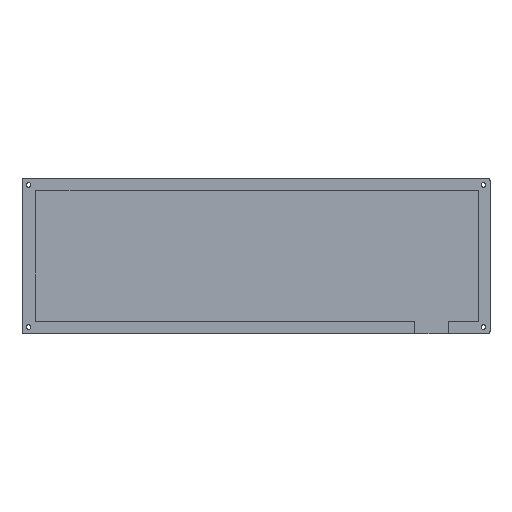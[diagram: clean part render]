
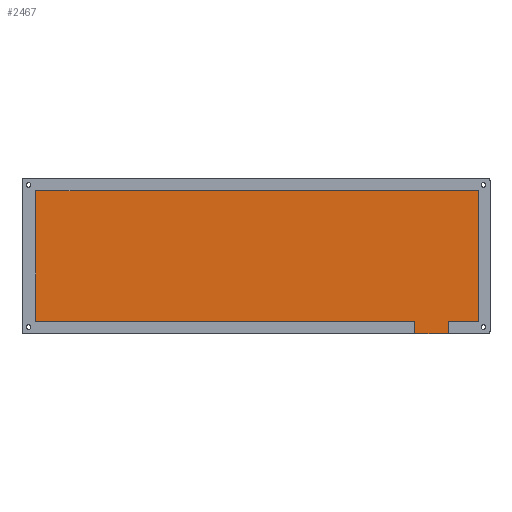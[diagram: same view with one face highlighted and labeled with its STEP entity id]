
A CAD part, top view. The second image highlights one B-rep face of the part: STEP entity #2467.
In plain terms, the highlighted planar face has unit normal (0, 0, 1).
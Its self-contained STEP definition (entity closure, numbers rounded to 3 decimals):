
#370=FACE_OUTER_BOUND('',#520,.T.);
#520=EDGE_LOOP('',(#2222,#2223,#2224,#2225,#2226,#2227,#2228,#2229));
#714=LINE('',#4643,#928);
#718=LINE('',#4652,#932);
#730=LINE('',#4689,#944);
#731=LINE('',#4692,#945);
#740=LINE('',#4724,#954);
#743=LINE('',#4731,#957);
#744=LINE('',#4733,#958);
#745=LINE('',#4734,#959);
#928=VECTOR('',#2858,10.);
#932=VECTOR('',#2864,10.);
#944=VECTOR('',#2896,10.);
#945=VECTOR('',#2899,10.);
#954=VECTOR('',#2934,10.);
#957=VECTOR('',#2943,10.);
#958=VECTOR('',#2944,10.);
#959=VECTOR('',#2945,10.);
#1168=VERTEX_POINT('',#4640);
#1169=VERTEX_POINT('',#4642);
#1172=VERTEX_POINT('',#4649);
#1173=VERTEX_POINT('',#4651);
#1188=VERTEX_POINT('',#4687);
#1189=VERTEX_POINT('',#4691);
#1200=VERTEX_POINT('',#4730);
#1201=VERTEX_POINT('',#4732);
#1504=EDGE_CURVE('',#1168,#1169,#714,.T.);
#1508=EDGE_CURVE('',#1172,#1173,#718,.T.);
#1528=EDGE_CURVE('',#1188,#1172,#730,.T.);
#1529=EDGE_CURVE('',#1169,#1189,#731,.T.);
#1546=EDGE_CURVE('',#1173,#1168,#740,.T.);
#1549=EDGE_CURVE('',#1200,#1188,#743,.T.);
#1550=EDGE_CURVE('',#1201,#1200,#744,.T.);
#1551=EDGE_CURVE('',#1189,#1201,#745,.T.);
#2222=ORIENTED_EDGE('',*,*,#1528,.F.);
#2223=ORIENTED_EDGE('',*,*,#1549,.F.);
#2224=ORIENTED_EDGE('',*,*,#1550,.F.);
#2225=ORIENTED_EDGE('',*,*,#1551,.F.);
#2226=ORIENTED_EDGE('',*,*,#1529,.F.);
#2227=ORIENTED_EDGE('',*,*,#1504,.F.);
#2228=ORIENTED_EDGE('',*,*,#1546,.F.);
#2229=ORIENTED_EDGE('',*,*,#1508,.F.);
#2341=PLANE('',#2570);
#2467=ADVANCED_FACE('',(#370),#2341,.T.);
#2570=AXIS2_PLACEMENT_3D('',#4729,#2941,#2942);
#2858=DIRECTION('',(0.,1.,0.));
#2864=DIRECTION('',(0.,-1.,0.));
#2896=DIRECTION('',(-1.,0.,0.));
#2899=DIRECTION('',(-1.,0.,0.));
#2934=DIRECTION('',(-1.,0.,0.));
#2941=DIRECTION('center_axis',(0.,0.,1.));
#2942=DIRECTION('ref_axis',(1.,0.,0.));
#2943=DIRECTION('',(0.,-1.,0.));
#2944=DIRECTION('',(1.,0.,0.));
#2945=DIRECTION('',(0.,1.,0.));
#4640=CARTESIAN_POINT('',(215.,-12.5,3.));
#4642=CARTESIAN_POINT('',(215.,-3.,3.));
#4643=CARTESIAN_POINT('',(215.,-12.5,3.));
#4649=CARTESIAN_POINT('',(239.879,-3.,3.));
#4651=CARTESIAN_POINT('',(239.879,-12.5,3.));
#4652=CARTESIAN_POINT('',(239.879,-3.,3.));
#4687=CARTESIAN_POINT('',(263.,-3.,3.));
#4689=CARTESIAN_POINT('',(12.875,-3.,3.));
#4691=CARTESIAN_POINT('',(-70.5,-3.,3.));
#4692=CARTESIAN_POINT('',(12.875,-3.,3.));
#4724=CARTESIAN_POINT('',(73.22,-12.5,3.));
#4729=CARTESIAN_POINT('Origin',(96.25,46.,3.));
#4730=CARTESIAN_POINT('',(263.,95.,3.));
#4731=CARTESIAN_POINT('',(263.,21.5,3.));
#4732=CARTESIAN_POINT('',(-70.5,95.,3.));
#4733=CARTESIAN_POINT('',(179.625,95.,3.));
#4734=CARTESIAN_POINT('',(-70.5,70.5,3.));
